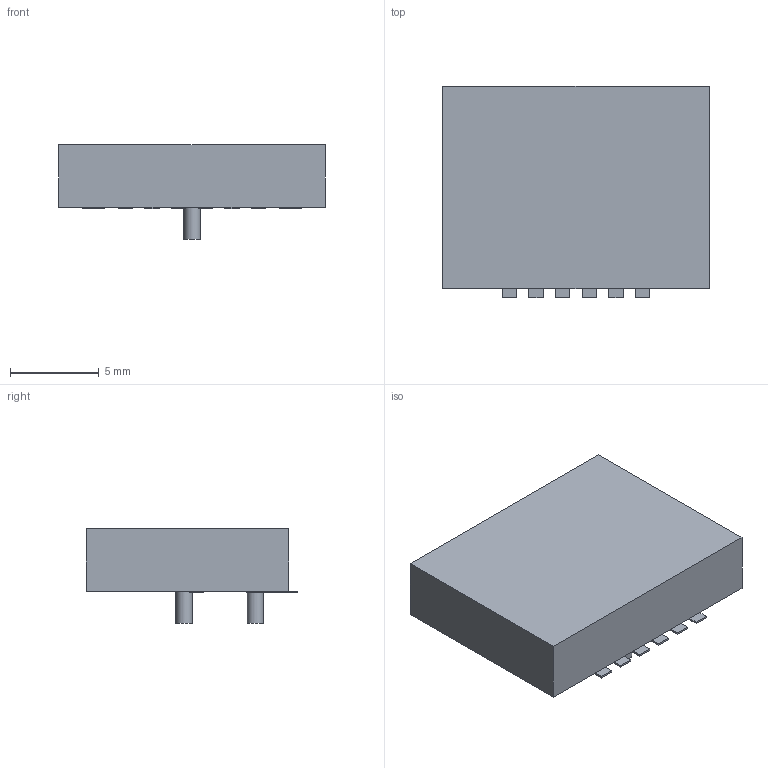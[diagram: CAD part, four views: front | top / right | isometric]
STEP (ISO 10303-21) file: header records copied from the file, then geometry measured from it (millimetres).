
FILE_DESCRIPTION(('FreeCAD Model'),'2;1');
FILE_NAME('732606.1.6.stp','2020-08-18T12:25:36',( 'Author'),(''),'Open CASCADE STEP processor 6.9','FreeCAD','Unknown' );
FILE_SCHEMA(('AUTOMOTIVE_DESIGN { 1 0 10303 214 1 1 1 1 }'));
Length unit declared in the file: millimetre
Products named in the file (4): ASSEMBLY; Body; Pins; Lugs
Assembly tree (4 placements, depth 2):
  ASSEMBLY
    Body
    Pins
    Lugs  x2
Bounding box: 15 x 11.9 x 5.3 mm (x, y, z)
Volume: 604.2 mm3; surface area: 578.9 mm2
Topology: 15 solids, 15 shells, 78 faces, 144 edges, 96 vertices
Faces by surface type: plane 74, cylinder 4
Full cylindrical faces by diameter (mm): 0.9 x4
Entity records: 3750 total; most frequent: CARTESIAN_POINT 583, DIRECTION 572, LINE 406, VECTOR 406, ORIENTED_EDGE 276, PCURVE 276, DEFINITIONAL_REPRESENTATION 276, EDGE_CURVE 138
